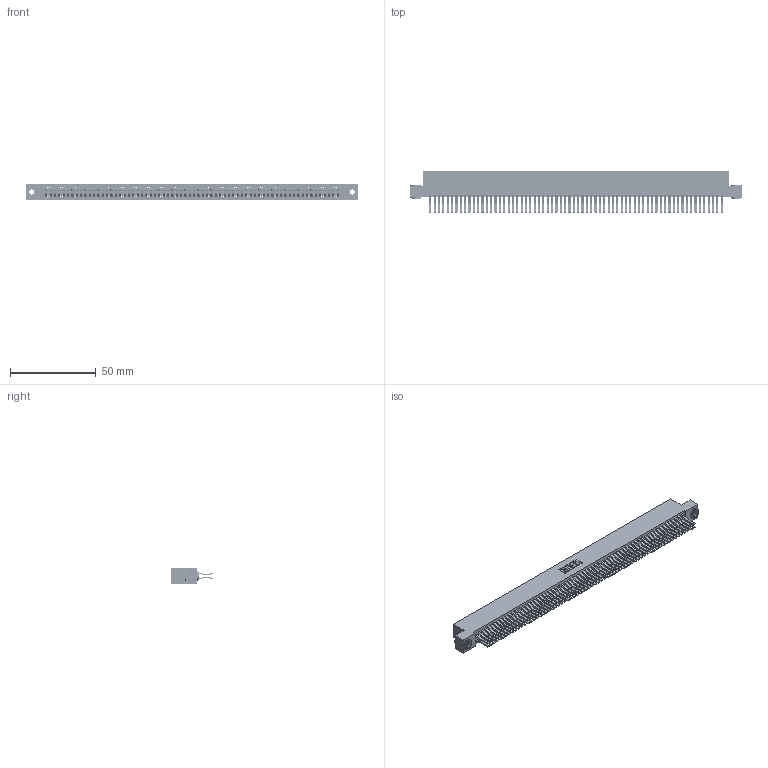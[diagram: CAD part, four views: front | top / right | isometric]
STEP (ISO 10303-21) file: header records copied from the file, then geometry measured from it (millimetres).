
FILE_DESCRIPTION (( 'STEP AP203' ), '1' );
FILE_NAME ('395-136-560-203.STEP', '2019-10-29T18:30:23', ( '' ), ( '' ), 'SwSTEP 2.0', 'SolidWorks 2016', '' );
FILE_SCHEMA (( 'CONFIG_CONTROL_DESIGN' ));
Length unit declared in the file: inch
Products named in the file (4): 345 Part_Flush Mounting Lugs - 0.156 Dia-TH; 345-292-001_560 Tail; 345-250-002_345-250-002-102; 395-136-560-203
Assembly tree (139 placements, depth 2):
  395-136-560-203
    345 Part_Flush Mounting Lugs - 0.156 Dia-TH
    345-292-001_560 Tail  x136
    345-250-002_345-250-002-102  x2
Bounding box: 193.93 x 24.45 x 9.4 mm (x, y, z)
Volume: 19990.6 mm3; surface area: 32550.6 mm2
Topology: 139 solids, 139 shells, 7236 faces, 21497 edges, 14146 vertices
Faces by surface type: plane 4578, cylinder 2650, cone 8
Entity records: 50592 total; most frequent: CARTESIAN_POINT 8431, ORIENTED_EDGE 8358, DIRECTION 7437, EDGE_CURVE 4179, LINE 3747, VECTOR 3747, VERTEX_POINT 2782, AXIS2_PLACEMENT_3D 1845
